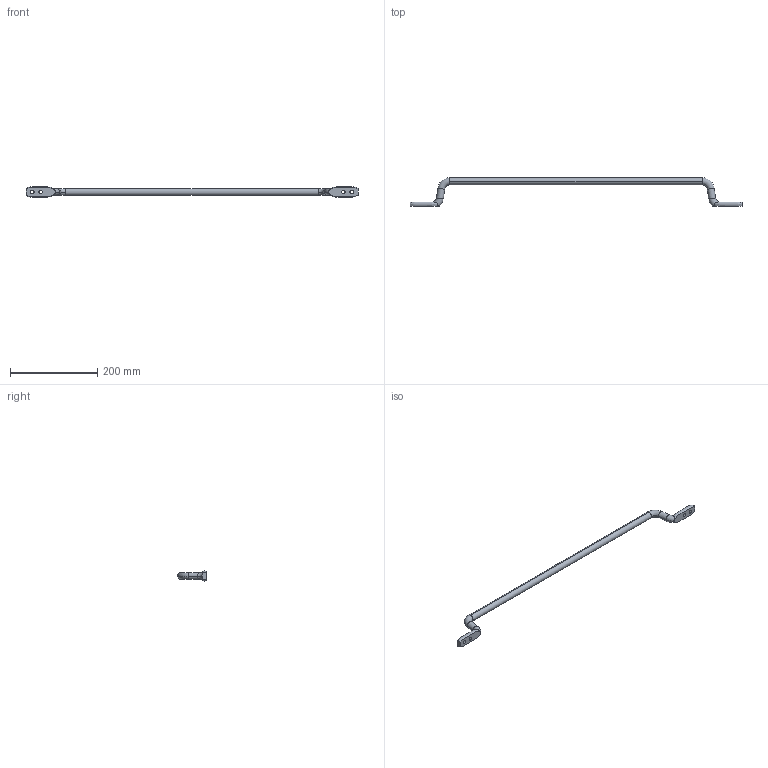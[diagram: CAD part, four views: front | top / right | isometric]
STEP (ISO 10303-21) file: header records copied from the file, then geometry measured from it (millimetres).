
FILE_DESCRIPTION (( 'STEP AP214' ), '1' );
FILE_NAME ('02929-Handrail Aluminium 730.3mm.STEP', '2018-08-19T20:50:30', ( '' ), ( '' ), 'SwSTEP 2.0', 'SolidWorks 2018', '' );
FILE_SCHEMA (( 'AUTOMOTIVE_DESIGN' ));
Length unit declared in the file: millimetre
Products named in the file (1): 02929-Handrail Aluminium 730.3mm
Bounding box: 760 x 65 x 23 mm (x, y, z)
Volume: 136408.1 mm3; surface area: 58888.6 mm2
Topology: 1 solids, 2 shells, 323 faces, 871 edges, 578 vertices
Faces by surface type: bspline 183, plane 78, cylinder 46, torus 16
Entity records: 33156 total; most frequent: CARTESIAN_POINT 26619, ORIENTED_EDGE 1742, EDGE_CURVE 871, DIRECTION 676, B_SPLINE_CURVE_WITH_KNOTS 603, VERTEX_POINT 578, EDGE_LOOP 357, ADVANCED_FACE 323
